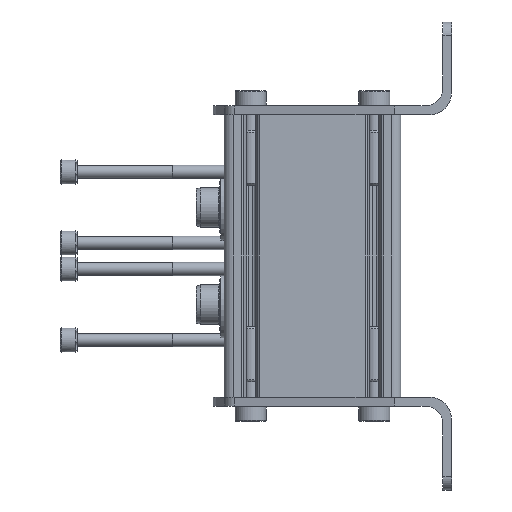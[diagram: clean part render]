
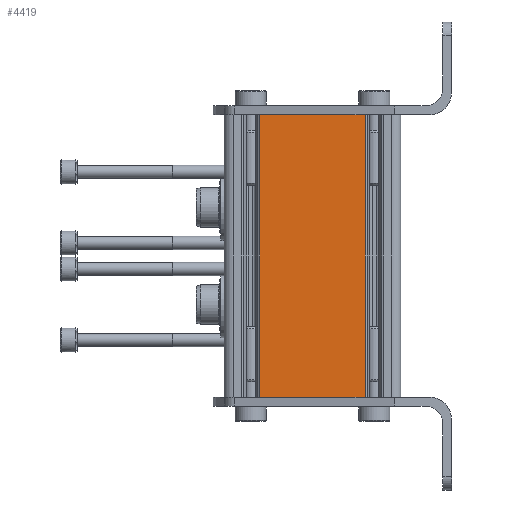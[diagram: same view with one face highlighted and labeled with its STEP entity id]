
A CAD part, left-side view. The second image highlights one B-rep face of the part: STEP entity #4419.
In plain terms, the highlighted planar face has unit normal (-1, 0, 0).
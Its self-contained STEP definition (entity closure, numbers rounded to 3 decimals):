
#274=LINE('',#7144,#600);
#275=LINE('',#7146,#601);
#276=LINE('',#7148,#602);
#277=LINE('',#7150,#603);
#600=VECTOR('',#5674,1000.);
#601=VECTOR('',#5677,1000.);
#602=VECTOR('',#5678,1000.);
#603=VECTOR('',#5679,1000.);
#830=PLANE('',#4843);
#1470=ORIENTED_EDGE('',*,*,#2629,.F.);
#1471=ORIENTED_EDGE('',*,*,#2628,.F.);
#1472=ORIENTED_EDGE('',*,*,#2630,.T.);
#1473=ORIENTED_EDGE('',*,*,#2631,.T.);
#2628=EDGE_CURVE('',#3175,#3174,#274,.T.);
#2629=EDGE_CURVE('',#3174,#3176,#275,.T.);
#2630=EDGE_CURVE('',#3175,#3177,#276,.T.);
#2631=EDGE_CURVE('',#3177,#3176,#277,.T.);
#3174=VERTEX_POINT('',#7141);
#3175=VERTEX_POINT('',#7143);
#3176=VERTEX_POINT('',#7147);
#3177=VERTEX_POINT('',#7149);
#3566=EDGE_LOOP('',(#1470,#1471,#1472,#1473));
#3942=FACE_BOUND('',#3566,.T.);
#4419=ADVANCED_FACE('',(#3942),#830,.T.);
#4843=AXIS2_PLACEMENT_3D('',#7145,#5675,#5676);
#5674=DIRECTION('',(0.,0.,1.));
#5675=DIRECTION('',(-1.,0.,0.));
#5676=DIRECTION('',(0.,0.,1.));
#5677=DIRECTION('',(0.,-1.,0.));
#5678=DIRECTION('',(0.,-1.,0.));
#5679=DIRECTION('',(0.,0.,1.));
#7141=CARTESIAN_POINT('',(-11.5,11.979,0.));
#7143=CARTESIAN_POINT('',(-11.5,11.979,-64.));
#7144=CARTESIAN_POINT('',(-11.5,11.979,-64.));
#7145=CARTESIAN_POINT('',(-11.5,11.979,-64.));
#7146=CARTESIAN_POINT('',(-11.5,11.979,0.));
#7147=CARTESIAN_POINT('',(-11.5,-11.979,0.));
#7148=CARTESIAN_POINT('',(-11.5,11.979,-64.));
#7149=CARTESIAN_POINT('',(-11.5,-11.979,-64.));
#7150=CARTESIAN_POINT('',(-11.5,-11.979,-64.));
